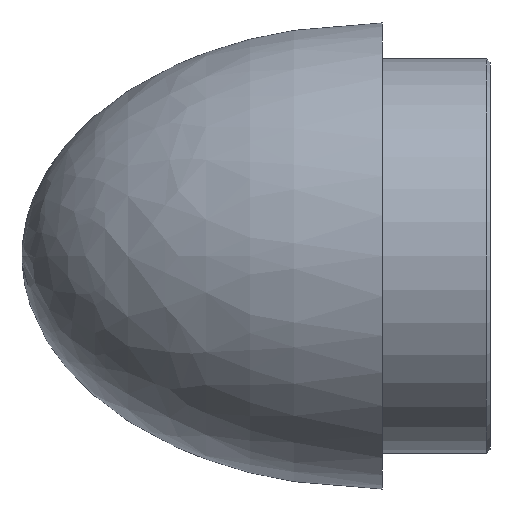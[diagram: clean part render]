
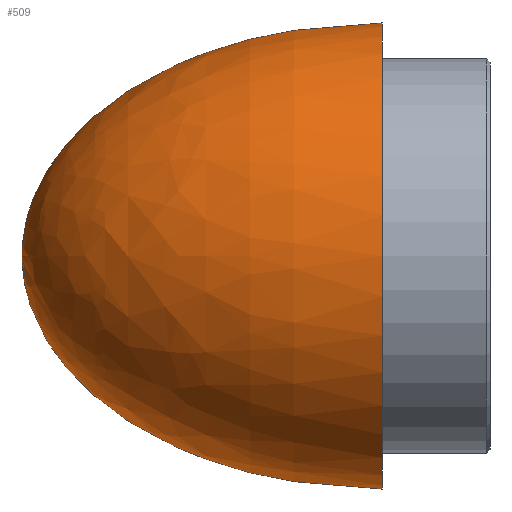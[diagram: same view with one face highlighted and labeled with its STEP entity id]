
A CAD part, left-side view. The second image highlights one B-rep face of the part: STEP entity #509.
In plain terms, the highlighted free-form (B-spline) face has degree [2, 2] with [3, 9] control points.
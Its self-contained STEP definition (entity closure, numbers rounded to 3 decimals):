
#16=ELLIPSE('',#582,50.25,32.5);
#18=(
BOUNDED_SURFACE()
B_SPLINE_SURFACE(2,2,((#1544,#1545,#1546,#1547,#1548,#1549,#1550,#1551,
#1552),(#1553,#1554,#1555,#1556,#1557,#1558,#1559,#1560,#1561),(#1562,#1563,
#1564,#1565,#1566,#1567,#1568,#1569,#1570)),.UNSPECIFIED.,.F.,.T.,.F.)
B_SPLINE_SURFACE_WITH_KNOTS((3,3),(3,2,2,2,3),(-1.571,0.),(0.,
1.571,3.142,4.712,6.283),
 .UNSPECIFIED.)
GEOMETRIC_REPRESENTATION_ITEM()
RATIONAL_B_SPLINE_SURFACE(((1.,0.707,1.,0.707,1.,
0.707,1.,0.707,1.),(0.707,0.5,0.707,
0.5,0.707,0.5,0.707,0.5,0.707),(1.,
0.707,1.,0.707,1.,0.707,1.,0.707,
1.)))
REPRESENTATION_ITEM('')
SURFACE()
);
#92=FACE_OUTER_BOUND('',#127,.T.);
#127=EDGE_LOOP('',(#458,#459,#460));
#175=CIRCLE('',#580,32.5);
#239=VERTEX_POINT('',#1513);
#241=VERTEX_POINT('',#1571);
#314=EDGE_CURVE('',#239,#239,#175,.T.);
#316=EDGE_CURVE('',#239,#241,#16,.T.);
#458=ORIENTED_EDGE('',*,*,#316,.T.);
#459=ORIENTED_EDGE('',*,*,#316,.F.);
#460=ORIENTED_EDGE('',*,*,#314,.F.);
#509=ADVANCED_FACE('',(#92),#18,.T.);
#580=AXIS2_PLACEMENT_3D('',#1514,#727,#728);
#582=AXIS2_PLACEMENT_3D('',#1572,#731,#732);
#727=DIRECTION('center_axis',(0.,-1.,0.));
#728=DIRECTION('ref_axis',(1.,0.,0.));
#731=DIRECTION('center_axis',(0.,0.,1.));
#732=DIRECTION('ref_axis',(0.,1.,0.));
#1513=CARTESIAN_POINT('',(32.5,135.,0.));
#1514=CARTESIAN_POINT('Origin',(0.,135.,0.));
#1544=CARTESIAN_POINT('Ctrl Pts',(32.5,135.,0.));
#1545=CARTESIAN_POINT('Ctrl Pts',(32.5,135.,32.5));
#1546=CARTESIAN_POINT('Ctrl Pts',(0.,135.,32.5));
#1547=CARTESIAN_POINT('Ctrl Pts',(-32.5,135.,32.5));
#1548=CARTESIAN_POINT('Ctrl Pts',(-32.5,135.,0.));
#1549=CARTESIAN_POINT('Ctrl Pts',(-32.5,135.,-32.5));
#1550=CARTESIAN_POINT('Ctrl Pts',(0.,135.,-32.5));
#1551=CARTESIAN_POINT('Ctrl Pts',(32.5,135.,-32.5));
#1552=CARTESIAN_POINT('Ctrl Pts',(32.5,135.,0.));
#1553=CARTESIAN_POINT('Ctrl Pts',(32.5,185.25,0.));
#1554=CARTESIAN_POINT('Ctrl Pts',(32.5,185.25,32.5));
#1555=CARTESIAN_POINT('Ctrl Pts',(0.,185.25,32.5));
#1556=CARTESIAN_POINT('Ctrl Pts',(-32.5,185.25,32.5));
#1557=CARTESIAN_POINT('Ctrl Pts',(-32.5,185.25,0.));
#1558=CARTESIAN_POINT('Ctrl Pts',(-32.5,185.25,-32.5));
#1559=CARTESIAN_POINT('Ctrl Pts',(0.,185.25,-32.5));
#1560=CARTESIAN_POINT('Ctrl Pts',(32.5,185.25,-32.5));
#1561=CARTESIAN_POINT('Ctrl Pts',(32.5,185.25,0.));
#1562=CARTESIAN_POINT('Ctrl Pts',(0.,185.25,0.));
#1563=CARTESIAN_POINT('Ctrl Pts',(0.,185.25,0.));
#1564=CARTESIAN_POINT('Ctrl Pts',(0.,185.25,0.));
#1565=CARTESIAN_POINT('Ctrl Pts',(0.,185.25,0.));
#1566=CARTESIAN_POINT('Ctrl Pts',(0.,185.25,0.));
#1567=CARTESIAN_POINT('Ctrl Pts',(0.,185.25,0.));
#1568=CARTESIAN_POINT('Ctrl Pts',(0.,185.25,0.));
#1569=CARTESIAN_POINT('Ctrl Pts',(0.,185.25,0.));
#1570=CARTESIAN_POINT('Ctrl Pts',(0.,185.25,0.));
#1571=CARTESIAN_POINT('',(0.,185.25,0.));
#1572=CARTESIAN_POINT('Origin',(0.,135.,0.));
